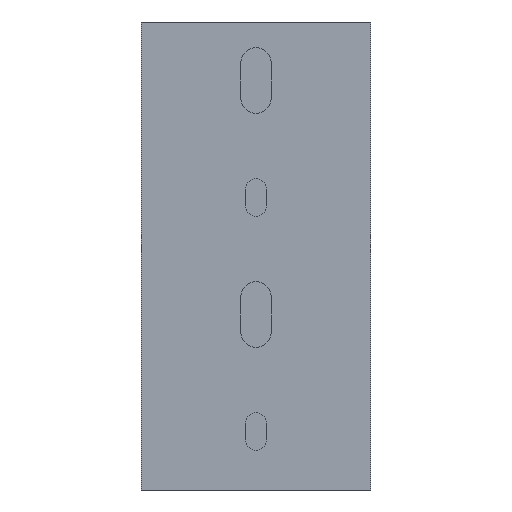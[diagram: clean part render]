
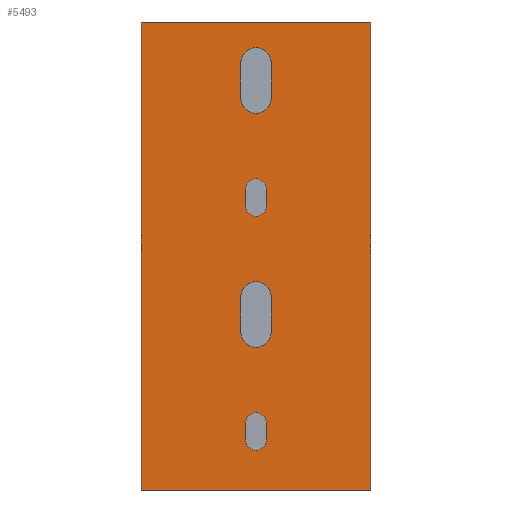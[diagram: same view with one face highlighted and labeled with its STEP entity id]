
A CAD part, front view. The second image highlights one B-rep face of the part: STEP entity #5493.
In plain terms, the highlighted planar face has unit normal (0, -1, 0).
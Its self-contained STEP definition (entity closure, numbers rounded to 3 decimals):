
#1248=DIRECTION('',(0.,0.,1.));
#1249=VECTOR('',#1248,100.);
#1250=CARTESIAN_POINT('',(24.5,0.,0.));
#1251=LINE('',#1250,#1249);
#1593=DIRECTION('',(-1.,0.,0.));
#1594=VECTOR('',#1593,49.);
#1595=CARTESIAN_POINT('',(24.5,0.,100.));
#1596=LINE('',#1595,#1594);
#1614=DIRECTION('',(-1.,0.,0.));
#1615=VECTOR('',#1614,49.);
#1616=CARTESIAN_POINT('',(24.5,0.,0.));
#1617=LINE('',#1616,#1615);
#1618=DIRECTION('',(0.,0.,1.));
#1619=VECTOR('',#1618,100.);
#1620=CARTESIAN_POINT('',(-24.5,0.,0.));
#1621=LINE('',#1620,#1619);
#1622=CARTESIAN_POINT('',(0.,0.,91.25));
#1623=DIRECTION('',(0.,1.,0.));
#1624=DIRECTION('',(-1.,0.,0.));
#1625=AXIS2_PLACEMENT_3D('',#1622,#1623,#1624);
#1627=DIRECTION('',(0.,0.,1.));
#1628=VECTOR('',#1627,7.5);
#1629=CARTESIAN_POINT('',(-3.25,0.,83.75));
#1630=LINE('',#1629,#1628);
#1631=CARTESIAN_POINT('',(0.,0.,83.75));
#1632=DIRECTION('',(0.,1.,0.));
#1633=DIRECTION('',(1.,0.,0.));
#1634=AXIS2_PLACEMENT_3D('',#1631,#1632,#1633);
#1636=DIRECTION('',(0.,0.,-1.));
#1637=VECTOR('',#1636,7.5);
#1638=CARTESIAN_POINT('',(3.25,0.,91.25));
#1639=LINE('',#1638,#1637);
#1640=CARTESIAN_POINT('',(0.,0.,64.25));
#1641=DIRECTION('',(0.,1.,0.));
#1642=DIRECTION('',(-1.,0.,0.));
#1643=AXIS2_PLACEMENT_3D('',#1640,#1641,#1642);
#1645=DIRECTION('',(0.,0.,1.));
#1646=VECTOR('',#1645,3.5);
#1647=CARTESIAN_POINT('',(-2.25,0.,60.75));
#1648=LINE('',#1647,#1646);
#1649=CARTESIAN_POINT('',(0.,0.,60.75));
#1650=DIRECTION('',(0.,1.,0.));
#1651=DIRECTION('',(1.,0.,0.));
#1652=AXIS2_PLACEMENT_3D('',#1649,#1650,#1651);
#1654=DIRECTION('',(0.,0.,-1.));
#1655=VECTOR('',#1654,3.5);
#1656=CARTESIAN_POINT('',(2.25,0.,64.25));
#1657=LINE('',#1656,#1655);
#1658=CARTESIAN_POINT('',(0.,0.,41.25));
#1659=DIRECTION('',(0.,1.,0.));
#1660=DIRECTION('',(-1.,0.,0.));
#1661=AXIS2_PLACEMENT_3D('',#1658,#1659,#1660);
#1663=DIRECTION('',(0.,0.,1.));
#1664=VECTOR('',#1663,7.5);
#1665=CARTESIAN_POINT('',(-3.25,0.,33.75));
#1666=LINE('',#1665,#1664);
#1667=CARTESIAN_POINT('',(0.,0.,33.75));
#1668=DIRECTION('',(0.,1.,0.));
#1669=DIRECTION('',(1.,0.,0.));
#1670=AXIS2_PLACEMENT_3D('',#1667,#1668,#1669);
#1672=DIRECTION('',(0.,0.,-1.));
#1673=VECTOR('',#1672,7.5);
#1674=CARTESIAN_POINT('',(3.25,0.,41.25));
#1675=LINE('',#1674,#1673);
#1676=CARTESIAN_POINT('',(0.,0.,14.25));
#1677=DIRECTION('',(0.,1.,0.));
#1678=DIRECTION('',(-1.,0.,0.));
#1679=AXIS2_PLACEMENT_3D('',#1676,#1677,#1678);
#1681=DIRECTION('',(0.,0.,1.));
#1682=VECTOR('',#1681,3.5);
#1683=CARTESIAN_POINT('',(-2.25,0.,10.75));
#1684=LINE('',#1683,#1682);
#1685=CARTESIAN_POINT('',(0.,0.,10.75));
#1686=DIRECTION('',(0.,1.,0.));
#1687=DIRECTION('',(1.,0.,0.));
#1688=AXIS2_PLACEMENT_3D('',#1685,#1686,#1687);
#1690=DIRECTION('',(0.,0.,-1.));
#1691=VECTOR('',#1690,3.5);
#1692=CARTESIAN_POINT('',(2.25,0.,14.25));
#1693=LINE('',#1692,#1691);
#2462=CARTESIAN_POINT('',(-3.25,0.,91.25));
#2463=CARTESIAN_POINT('',(3.25,0.,91.25));
#2464=VERTEX_POINT('',#2462);
#2465=VERTEX_POINT('',#2463);
#2466=CARTESIAN_POINT('',(3.25,0.,83.75));
#2467=VERTEX_POINT('',#2466);
#2468=CARTESIAN_POINT('',(-3.25,0.,83.75));
#2469=VERTEX_POINT('',#2468);
#2470=CARTESIAN_POINT('',(-2.25,0.,64.25));
#2471=CARTESIAN_POINT('',(2.25,0.,64.25));
#2472=VERTEX_POINT('',#2470);
#2473=VERTEX_POINT('',#2471);
#2474=CARTESIAN_POINT('',(2.25,0.,60.75));
#2475=VERTEX_POINT('',#2474);
#2476=CARTESIAN_POINT('',(-2.25,0.,60.75));
#2477=VERTEX_POINT('',#2476);
#2494=CARTESIAN_POINT('',(-3.25,0.,41.25));
#2495=CARTESIAN_POINT('',(3.25,0.,41.25));
#2496=VERTEX_POINT('',#2494);
#2497=VERTEX_POINT('',#2495);
#2498=CARTESIAN_POINT('',(3.25,0.,33.75));
#2499=VERTEX_POINT('',#2498);
#2500=CARTESIAN_POINT('',(-3.25,0.,33.75));
#2501=VERTEX_POINT('',#2500);
#2502=CARTESIAN_POINT('',(-2.25,0.,14.25));
#2503=CARTESIAN_POINT('',(2.25,0.,14.25));
#2504=VERTEX_POINT('',#2502);
#2505=VERTEX_POINT('',#2503);
#2506=CARTESIAN_POINT('',(2.25,0.,10.75));
#2507=VERTEX_POINT('',#2506);
#2508=CARTESIAN_POINT('',(-2.25,0.,10.75));
#2509=VERTEX_POINT('',#2508);
#2950=CARTESIAN_POINT('',(-24.5,0.,0.));
#2951=CARTESIAN_POINT('',(-24.5,0.,100.));
#2952=VERTEX_POINT('',#2950);
#2953=VERTEX_POINT('',#2951);
#2954=CARTESIAN_POINT('',(24.5,0.,0.));
#2955=CARTESIAN_POINT('',(24.5,0.,100.));
#2956=VERTEX_POINT('',#2954);
#2957=VERTEX_POINT('',#2955);
#5442=CARTESIAN_POINT('',(-23.5,0.,0.));
#5443=DIRECTION('',(0.,-1.,0.));
#5444=DIRECTION('',(1.,0.,0.));
#5445=AXIS2_PLACEMENT_3D('',#5442,#5443,#5444);
#5446=PLANE('',#5445);
#5447=ORIENTED_EDGE('',*,*,#5426,.F.);
#5448=ORIENTED_EDGE('',*,*,#4796,.F.);
#5449=ORIENTED_EDGE('',*,*,#3189,.T.);
#5450=ORIENTED_EDGE('',*,*,#3872,.T.);
#5451=EDGE_LOOP('',(#5447,#5448,#5449,#5450));
#5452=FACE_OUTER_BOUND('',#5451,.F.);
#5454=ORIENTED_EDGE('',*,*,#5453,.F.);
#5456=ORIENTED_EDGE('',*,*,#5455,.F.);
#5458=ORIENTED_EDGE('',*,*,#5457,.F.);
#5460=ORIENTED_EDGE('',*,*,#5459,.F.);
#5461=EDGE_LOOP('',(#5454,#5456,#5458,#5460));
#5462=FACE_BOUND('',#5461,.F.);
#5464=ORIENTED_EDGE('',*,*,#5463,.F.);
#5466=ORIENTED_EDGE('',*,*,#5465,.F.);
#5468=ORIENTED_EDGE('',*,*,#5467,.F.);
#5470=ORIENTED_EDGE('',*,*,#5469,.F.);
#5471=EDGE_LOOP('',(#5464,#5466,#5468,#5470));
#5472=FACE_BOUND('',#5471,.F.);
#5474=ORIENTED_EDGE('',*,*,#5473,.F.);
#5476=ORIENTED_EDGE('',*,*,#5475,.F.);
#5478=ORIENTED_EDGE('',*,*,#5477,.F.);
#5480=ORIENTED_EDGE('',*,*,#5479,.F.);
#5481=EDGE_LOOP('',(#5474,#5476,#5478,#5480));
#5482=FACE_BOUND('',#5481,.F.);
#5484=ORIENTED_EDGE('',*,*,#5483,.F.);
#5486=ORIENTED_EDGE('',*,*,#5485,.F.);
#5488=ORIENTED_EDGE('',*,*,#5487,.F.);
#5490=ORIENTED_EDGE('',*,*,#5489,.F.);
#5491=EDGE_LOOP('',(#5484,#5486,#5488,#5490));
#5492=FACE_BOUND('',#5491,.F.);
#1626=CIRCLE('',#1625,3.25);
#1635=CIRCLE('',#1634,3.25);
#1644=CIRCLE('',#1643,2.25);
#1653=CIRCLE('',#1652,2.25);
#1662=CIRCLE('',#1661,3.25);
#1671=CIRCLE('',#1670,3.25);
#1680=CIRCLE('',#1679,2.25);
#1689=CIRCLE('',#1688,2.25);
#3189=EDGE_CURVE('',#2956,#2952,#1617,.T.);
#3872=EDGE_CURVE('',#2952,#2953,#1621,.T.);
#4796=EDGE_CURVE('',#2956,#2957,#1251,.T.);
#5426=EDGE_CURVE('',#2957,#2953,#1596,.T.);
#5453=EDGE_CURVE('',#2464,#2465,#1626,.T.);
#5455=EDGE_CURVE('',#2469,#2464,#1630,.T.);
#5457=EDGE_CURVE('',#2467,#2469,#1635,.T.);
#5459=EDGE_CURVE('',#2465,#2467,#1639,.T.);
#5463=EDGE_CURVE('',#2472,#2473,#1644,.T.);
#5465=EDGE_CURVE('',#2477,#2472,#1648,.T.);
#5467=EDGE_CURVE('',#2475,#2477,#1653,.T.);
#5469=EDGE_CURVE('',#2473,#2475,#1657,.T.);
#5473=EDGE_CURVE('',#2496,#2497,#1662,.T.);
#5475=EDGE_CURVE('',#2501,#2496,#1666,.T.);
#5477=EDGE_CURVE('',#2499,#2501,#1671,.T.);
#5479=EDGE_CURVE('',#2497,#2499,#1675,.T.);
#5483=EDGE_CURVE('',#2504,#2505,#1680,.T.);
#5485=EDGE_CURVE('',#2509,#2504,#1684,.T.);
#5487=EDGE_CURVE('',#2507,#2509,#1689,.T.);
#5489=EDGE_CURVE('',#2505,#2507,#1693,.T.);
#5493=ADVANCED_FACE('',(#5452,#5462,#5472,#5482,#5492),#5446,.T.);
